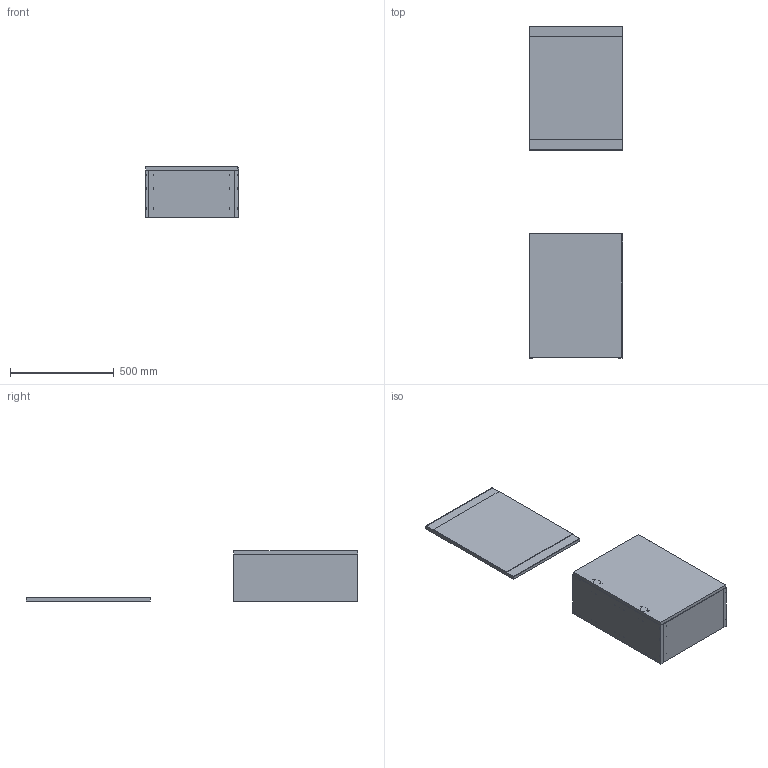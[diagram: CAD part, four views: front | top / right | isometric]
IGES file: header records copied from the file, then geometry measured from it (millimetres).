
Start section: SolidWorks IGES file using analytic representation for surfaces
Global section: file name: SET RAVELL 45 1D WHITE HG - 166239.IGS; native system: SolidWorks 2012; preprocessor: SolidWorks 2012; author: bmalec; date: 170510.150004; units: millimetre
Bounding box: 451.5 x 1598 x 243 mm (x, y, z)
Surface area: 2832485.4 mm2 (no closed solid volume)
Topology: 0 solids, 0 shells, 393 faces, 6692 edges, 6688 vertices
Faces by surface type: revolution 211, bspline 182
